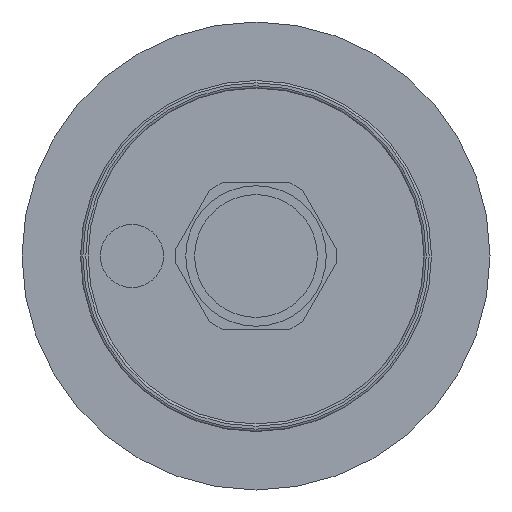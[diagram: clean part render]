
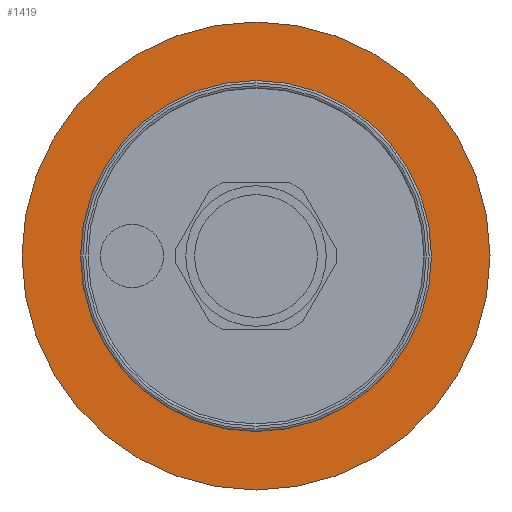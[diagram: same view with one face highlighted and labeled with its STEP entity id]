
A CAD part, front view. The second image highlights one B-rep face of the part: STEP entity #1419.
In plain terms, the highlighted planar face has unit normal (0, -1, 0).
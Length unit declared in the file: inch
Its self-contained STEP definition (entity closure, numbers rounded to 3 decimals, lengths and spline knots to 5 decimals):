
#31=FACE_BOUND('',#185,.T.);
#59=PLANE('',#1555);
#101=FACE_OUTER_BOUND('',#184,.T.);
#184=EDGE_LOOP('',(#924,#925));
#185=EDGE_LOOP('',(#926,#927));
#430=CIRCLE('',#1538,2.);
#431=CIRCLE('',#1539,2.);
#443=CIRCLE('',#1556,1.5);
#444=CIRCLE('',#1557,1.5);
#548=VERTEX_POINT('',#2232);
#549=VERTEX_POINT('',#2234);
#558=VERTEX_POINT('',#2261);
#559=VERTEX_POINT('',#2262);
#688=EDGE_CURVE('',#548,#549,#430,.T.);
#689=EDGE_CURVE('',#549,#548,#431,.T.);
#701=EDGE_CURVE('',#558,#559,#443,.T.);
#702=EDGE_CURVE('',#559,#558,#444,.T.);
#924=ORIENTED_EDGE('',*,*,#689,.F.);
#925=ORIENTED_EDGE('',*,*,#688,.F.);
#926=ORIENTED_EDGE('',*,*,#701,.F.);
#927=ORIENTED_EDGE('',*,*,#702,.F.);
#1419=ADVANCED_FACE('',(#101,#31),#59,.T.);
#1538=AXIS2_PLACEMENT_3D('',#2235,#1755,#1756);
#1539=AXIS2_PLACEMENT_3D('',#2236,#1757,#1758);
#1555=AXIS2_PLACEMENT_3D('',#2260,#1789,#1790);
#1556=AXIS2_PLACEMENT_3D('',#2263,#1791,#1792);
#1557=AXIS2_PLACEMENT_3D('',#2264,#1793,#1794);
#1755=DIRECTION('center_axis',(0.,1.,0.));
#1756=DIRECTION('ref_axis',(1.,0.,0.));
#1757=DIRECTION('center_axis',(0.,1.,0.));
#1758=DIRECTION('ref_axis',(1.,0.,0.));
#1789=DIRECTION('center_axis',(0.,-1.,0.));
#1790=DIRECTION('ref_axis',(0.,0.,-1.));
#1791=DIRECTION('center_axis',(0.,-1.,0.));
#1792=DIRECTION('ref_axis',(-1.,0.,0.));
#1793=DIRECTION('center_axis',(0.,-1.,0.));
#1794=DIRECTION('ref_axis',(-1.,0.,0.));
#2232=CARTESIAN_POINT('',(2.,-0.564,0.));
#2234=CARTESIAN_POINT('',(-2.,-0.564,0.));
#2235=CARTESIAN_POINT('Origin',(0.,-0.564,
0.));
#2236=CARTESIAN_POINT('Origin',(0.,-0.564,
0.));
#2260=CARTESIAN_POINT('Origin',(-2.,-0.564,0.));
#2261=CARTESIAN_POINT('',(-1.5,-0.564,0.));
#2262=CARTESIAN_POINT('',(1.5,-0.564,0.));
#2263=CARTESIAN_POINT('Origin',(0.,-0.564,0.));
#2264=CARTESIAN_POINT('Origin',(0.,-0.564,0.));
